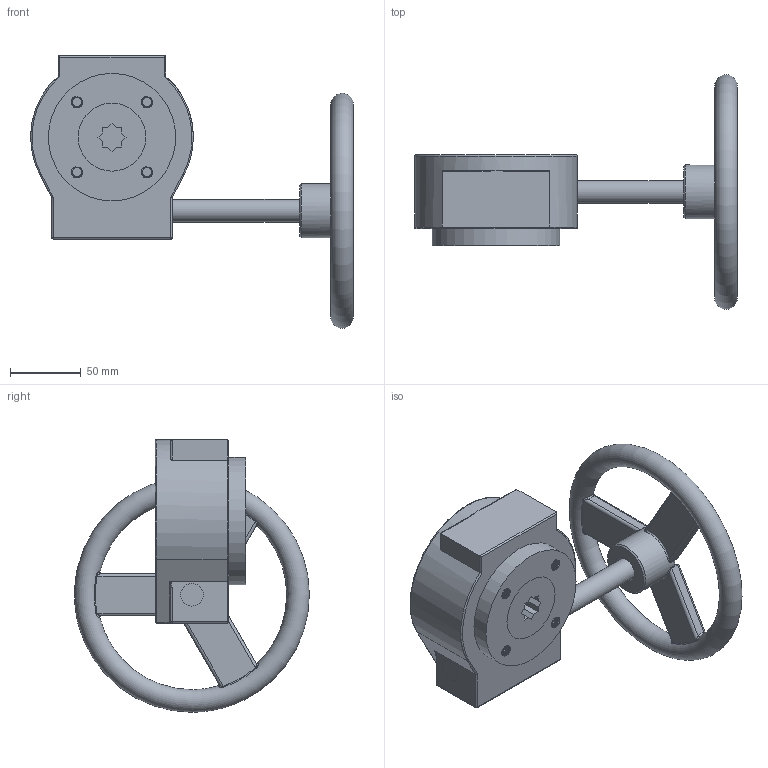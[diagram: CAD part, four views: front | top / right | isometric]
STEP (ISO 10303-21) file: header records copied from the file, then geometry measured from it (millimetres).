
FILE_DESCRIPTION(/* description */ (''),/* implementation_level */ '2;1');
FILE_NAME(/* name */ 'Gear 5596 DN125.step',/* time_stamp */ '2017-10-10T11:40:11+02:00',/* author */ ('mr84N69'),/* organization */ (''),/* preprocessor_version */ 'ST-DEVELOPER v16.13',/* originating_system */ 'Autodesk Translation Framework v6.5.0.72',/* authorisation */ '');
FILE_SCHEMA (('AUTOMOTIVE_DESIGN { 1 0 10303 214 3 1 1 }'));
Length unit declared in the file: millimetre
Products named in the file (7): Gear 5596 (DN125) v2; Component1; Component2; Håndhjul DN40-125 v2; Component3; Stjerne 14x14 v1; Component1_1
Assembly tree (6 placements, depth 3):
  Gear 5596 (DN125) v2
    Component1
    Component2
    Håndhjul DN40-125 v2
      Component3
    Stjerne 14x14 v1
      Component1_1
Bounding box: 227.99 x 165.83 x 192.5 mm (x, y, z)
Volume: 862880.6 mm3; surface area: 120000.3 mm2
Topology: 4 solids, 4 shells, 277 faces, 688 edges, 417 vertices
Faces by surface type: cylinder 157, plane 57, bspline 38, torus 17, sphere 5, cone 3
Full cylindrical faces by diameter (mm): 6.779 x44, 8.17 x48, 16 x3, 38 x1, 48 x2, 90 x1
Entity records: 15200 total; most frequent: CARTESIAN_POINT 8975, ORIENTED_EDGE 1372, DIRECTION 1096, EDGE_CURVE 686, VERTEX_POINT 417, AXIS2_PLACEMENT_3D 417, EDGE_LOOP 289, FACE_OUTER_BOUND 277
